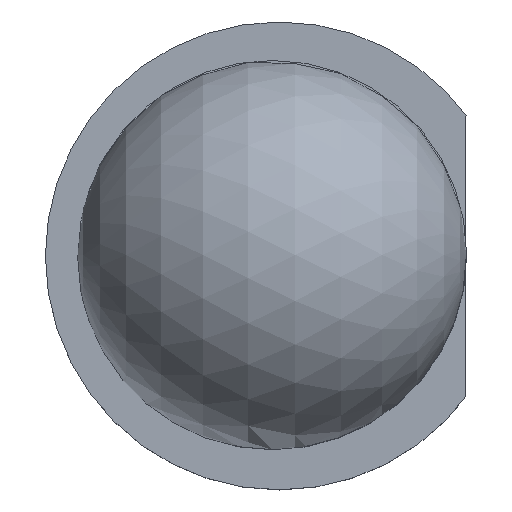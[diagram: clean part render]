
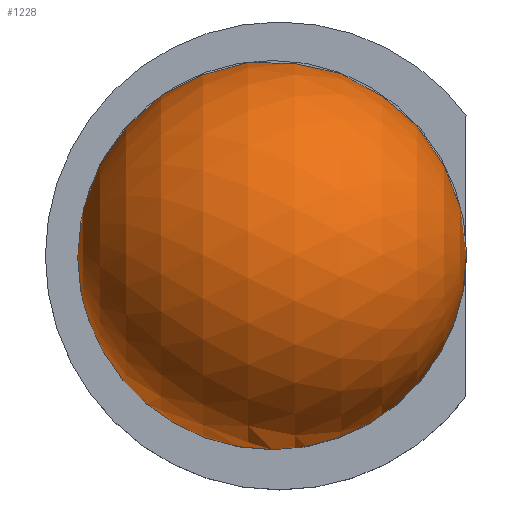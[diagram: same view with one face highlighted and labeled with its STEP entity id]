
A CAD part, top view. The second image highlights one B-rep face of the part: STEP entity #1228.
In plain terms, the highlighted spherical face has radius 2.5 mm.
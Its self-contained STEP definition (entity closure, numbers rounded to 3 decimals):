
#78=CIRCLE('',#1387,2.5);
#83=SPHERICAL_SURFACE('',#1386,2.5);
#118=FACE_OUTER_BOUND('',#185,.T.);
#185=EDGE_LOOP('',(#855,#856));
#566=VERTEX_POINT('',#1875);
#567=VERTEX_POINT('',#1876);
#680=EDGE_CURVE('',#566,#567,#78,.T.);
#855=ORIENTED_EDGE('',*,*,#680,.T.);
#856=ORIENTED_EDGE('',*,*,#680,.F.);
#1228=ADVANCED_FACE('',(#118),#83,.T.);
#1386=AXIS2_PLACEMENT_3D('',#1874,#1514,#1515);
#1387=AXIS2_PLACEMENT_3D('',#1877,#1516,#1517);
#1514=DIRECTION('center_axis',(1.,0.,0.));
#1515=DIRECTION('ref_axis',(0.,1.,0.));
#1516=DIRECTION('center_axis',(0.,0.,
-1.));
#1517=DIRECTION('ref_axis',(0.,-1.,0.));
#1874=CARTESIAN_POINT('Origin',(0.,0.,
0.));
#1875=CARTESIAN_POINT('',(2.5,0.,0.));
#1876=CARTESIAN_POINT('',(-2.5,0.,0.));
#1877=CARTESIAN_POINT('Origin',(0.,0.,
0.));
